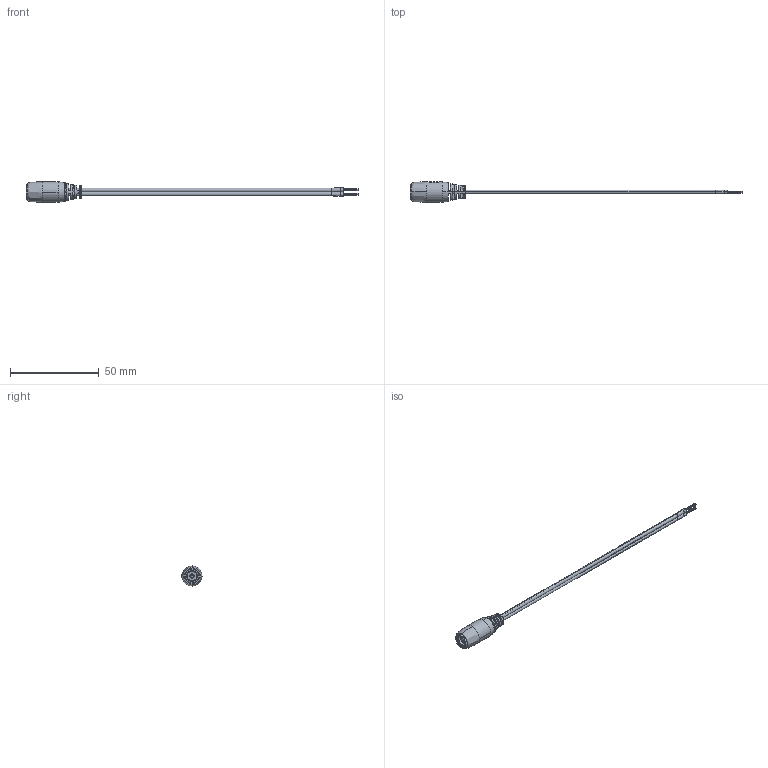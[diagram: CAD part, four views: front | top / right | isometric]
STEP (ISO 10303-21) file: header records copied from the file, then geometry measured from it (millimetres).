
FILE_DESCRIPTION (( 'STEP AP203' ), '1' );
FILE_NAME ('10-03136_revA.STEP', '2018-10-04T16:40:35', ( '' ), ( '' ), 'SwSTEP 2.0', 'SolidWorks 2015', '' );
FILE_SCHEMA (( 'CONFIG_CONTROL_DESIGN' ));
Length unit declared in the file: millimetre
Products named in the file (8): 50-00541 shell_Shell; 30-01248_s+t; 50-00541 center pin_Center pin; 50-00541 insulator_Insulator; 50-00541; 10-03136_revA; 24-00004; 50-00541 spring contact_Terminal
Assembly tree (7 placements, depth 3):
  10-03136_revA
    30-01248_s+t
    24-00004
    50-00541
      50-00541 center pin_Center pin
      50-00541 spring contact_Terminal
      50-00541 shell_Shell
      50-00541 insulator_Insulator
Bounding box: 186.56 x 11.4 x 11.4 mm (x, y, z)
Volume: 3630.6 mm3; surface area: 18044.7 mm2
Topology: 181 solids, 181 shells, 1253 faces, 2545 edges, 1651 vertices
Faces by surface type: cylinder 574, plane 485, bspline 139, torus 38, cone 17
Entity records: 38176 total; most frequent: CARTESIAN_POINT 10862, DIRECTION 5746, ORIENTED_EDGE 5078, EDGE_CURVE 2539, AXIS2_PLACEMENT_3D 2481, VERTEX_POINT 1651, EDGE_LOOP 1448, CIRCLE 1356
